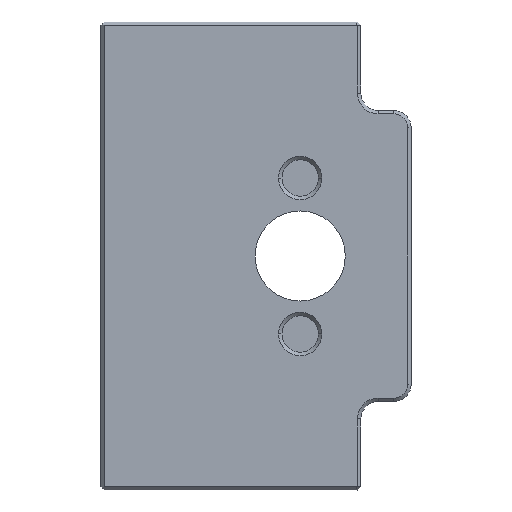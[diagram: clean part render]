
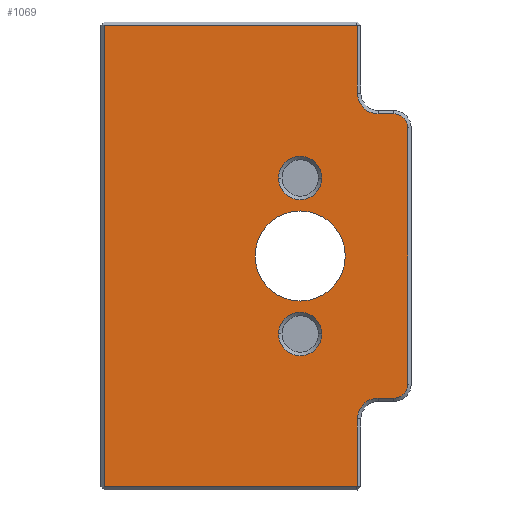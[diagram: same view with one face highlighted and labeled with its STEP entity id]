
A CAD part, left-side view. The second image highlights one B-rep face of the part: STEP entity #1069.
In plain terms, the highlighted planar face has unit normal (-1, 0, 0).
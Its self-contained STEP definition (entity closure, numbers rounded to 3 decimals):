
#50=DIRECTION('',(0.,-1.,0.));
#51=VECTOR('',#50,14.6);
#52=CARTESIAN_POINT('',(-6.,19.815,13.3));
#53=LINE('',#52,#51);
#54=DIRECTION('',(0.,0.,-1.));
#55=VECTOR('',#54,3.9);
#56=CARTESIAN_POINT('',(-6.,5.215,13.3));
#57=LINE('',#56,#55);
#58=CARTESIAN_POINT('',(-6.,4.015,9.4));
#59=DIRECTION('',(-1.,0.,0.));
#60=DIRECTION('',(0.,1.,0.));
#61=AXIS2_PLACEMENT_3D('',#58,#59,#60);
#63=DIRECTION('',(0.,-1.,0.));
#64=VECTOR('',#63,0.9);
#65=CARTESIAN_POINT('',(-6.,4.015,8.2));
#66=LINE('',#65,#64);
#67=CARTESIAN_POINT('',(-6.,3.115,7.4));
#68=DIRECTION('',(1.,0.,0.));
#69=DIRECTION('',(0.,0.,1.));
#70=AXIS2_PLACEMENT_3D('',#67,#68,#69);
#72=DIRECTION('',(0.,0.,-1.));
#73=VECTOR('',#72,14.8);
#74=CARTESIAN_POINT('',(-6.,2.315,7.4));
#75=LINE('',#74,#73);
#76=CARTESIAN_POINT('',(-6.,3.115,-7.4));
#77=DIRECTION('',(1.,0.,0.));
#78=DIRECTION('',(0.,-1.,0.));
#79=AXIS2_PLACEMENT_3D('',#76,#77,#78);
#81=DIRECTION('',(0.,1.,0.));
#82=VECTOR('',#81,0.9);
#83=CARTESIAN_POINT('',(-6.,3.115,-8.2));
#84=LINE('',#83,#82);
#85=CARTESIAN_POINT('',(-6.,4.015,-9.4));
#86=DIRECTION('',(-1.,0.,0.));
#87=DIRECTION('',(0.,0.,1.));
#88=AXIS2_PLACEMENT_3D('',#85,#86,#87);
#90=DIRECTION('',(0.,-1.,0.));
#91=VECTOR('',#90,14.6);
#92=CARTESIAN_POINT('',(-6.,19.815,-13.3));
#93=LINE('',#92,#91);
#94=DIRECTION('',(0.,0.,1.));
#95=VECTOR('',#94,26.6);
#96=CARTESIAN_POINT('',(-6.,19.815,-13.3));
#97=LINE('',#96,#95);
#98=CARTESIAN_POINT('',(-6.,8.515,0.));
#99=DIRECTION('',(1.,0.,0.));
#100=DIRECTION('',(0.,1.,0.));
#101=AXIS2_PLACEMENT_3D('',#98,#99,#100);
#103=CARTESIAN_POINT('',(-6.,8.515,0.));
#104=DIRECTION('',(1.,0.,0.));
#105=DIRECTION('',(0.,-1.,0.));
#106=AXIS2_PLACEMENT_3D('',#103,#104,#105);
#108=CARTESIAN_POINT('',(-6.,8.515,4.5));
#109=DIRECTION('',(1.,0.,0.));
#110=DIRECTION('',(0.,-1.,0.));
#111=AXIS2_PLACEMENT_3D('',#108,#109,#110);
#113=CARTESIAN_POINT('',(-6.,8.515,4.5));
#114=DIRECTION('',(1.,0.,0.));
#115=DIRECTION('',(0.,1.,0.));
#116=AXIS2_PLACEMENT_3D('',#113,#114,#115);
#118=CARTESIAN_POINT('',(-6.,8.515,-4.5));
#119=DIRECTION('',(1.,0.,0.));
#120=DIRECTION('',(0.,1.,0.));
#121=AXIS2_PLACEMENT_3D('',#118,#119,#120);
#123=CARTESIAN_POINT('',(-6.,8.515,-4.5));
#124=DIRECTION('',(1.,0.,0.));
#125=DIRECTION('',(0.,-1.,0.));
#126=AXIS2_PLACEMENT_3D('',#123,#124,#125);
#205=DIRECTION('',(0.,0.,1.));
#206=VECTOR('',#205,3.9);
#207=CARTESIAN_POINT('',(-6.,5.215,-13.3));
#208=LINE('',#207,#206);
#841=CARTESIAN_POINT('',(-6.,4.015,-8.2));
#842=CARTESIAN_POINT('',(-6.,5.215,-9.4));
#843=VERTEX_POINT('',#841);
#844=VERTEX_POINT('',#842);
#847=CARTESIAN_POINT('',(-6.,3.115,-8.2));
#848=VERTEX_POINT('',#847);
#851=CARTESIAN_POINT('',(-6.,2.315,-7.4));
#852=VERTEX_POINT('',#851);
#855=CARTESIAN_POINT('',(-6.,2.315,7.4));
#856=VERTEX_POINT('',#855);
#859=CARTESIAN_POINT('',(-6.,3.115,8.2));
#860=VERTEX_POINT('',#859);
#863=CARTESIAN_POINT('',(-6.,4.015,8.2));
#864=VERTEX_POINT('',#863);
#867=CARTESIAN_POINT('',(-6.,5.215,9.4));
#868=VERTEX_POINT('',#867);
#922=CARTESIAN_POINT('',(-6.,5.215,13.3));
#924=VERTEX_POINT('',#922);
#925=CARTESIAN_POINT('',(-6.,19.815,13.3));
#926=VERTEX_POINT('',#925);
#929=CARTESIAN_POINT('',(-6.,5.215,-13.3));
#931=VERTEX_POINT('',#929);
#935=CARTESIAN_POINT('',(-6.,19.815,-13.3));
#936=VERTEX_POINT('',#935);
#969=CARTESIAN_POINT('',(-6.,11.115,0.));
#970=CARTESIAN_POINT('',(-6.,5.915,0.));
#971=VERTEX_POINT('',#969);
#972=VERTEX_POINT('',#970);
#989=CARTESIAN_POINT('',(-6.,7.265,4.5));
#990=CARTESIAN_POINT('',(-6.,9.765,4.5));
#991=VERTEX_POINT('',#989);
#992=VERTEX_POINT('',#990);
#997=CARTESIAN_POINT('',(-6.,9.765,-4.5));
#998=CARTESIAN_POINT('',(-6.,7.265,-4.5));
#999=VERTEX_POINT('',#997);
#1000=VERTEX_POINT('',#998);
#1021=CARTESIAN_POINT('',(-6.,14.029,0.));
#1022=DIRECTION('',(-1.,0.,0.));
#1023=DIRECTION('',(0.,-1.,0.));
#1024=AXIS2_PLACEMENT_3D('',#1021,#1022,#1023);
#1025=PLANE('',#1024);
#1027=ORIENTED_EDGE('',*,*,#1026,.T.);
#1029=ORIENTED_EDGE('',*,*,#1028,.T.);
#1031=ORIENTED_EDGE('',*,*,#1030,.T.);
#1033=ORIENTED_EDGE('',*,*,#1032,.T.);
#1035=ORIENTED_EDGE('',*,*,#1034,.T.);
#1037=ORIENTED_EDGE('',*,*,#1036,.T.);
#1039=ORIENTED_EDGE('',*,*,#1038,.T.);
#1041=ORIENTED_EDGE('',*,*,#1040,.T.);
#1043=ORIENTED_EDGE('',*,*,#1042,.T.);
#1045=ORIENTED_EDGE('',*,*,#1044,.F.);
#1047=ORIENTED_EDGE('',*,*,#1046,.F.);
#1049=ORIENTED_EDGE('',*,*,#1048,.T.);
#1050=EDGE_LOOP('',(#1027,#1029,#1031,#1033,#1035,#1037,#1039,#1041,#1043,#1045,
#1047,#1049));
#1051=FACE_OUTER_BOUND('',#1050,.F.);
#1052=ORIENTED_EDGE('',*,*,#1010,.F.);
#1054=ORIENTED_EDGE('',*,*,#1053,.F.);
#1055=EDGE_LOOP('',(#1052,#1054));
#1056=FACE_BOUND('',#1055,.F.);
#1058=ORIENTED_EDGE('',*,*,#1057,.F.);
#1060=ORIENTED_EDGE('',*,*,#1059,.F.);
#1061=EDGE_LOOP('',(#1058,#1060));
#1062=FACE_BOUND('',#1061,.F.);
#1064=ORIENTED_EDGE('',*,*,#1063,.F.);
#1066=ORIENTED_EDGE('',*,*,#1065,.F.);
#1067=EDGE_LOOP('',(#1064,#1066));
#1068=FACE_BOUND('',#1067,.F.);
#62=CIRCLE('',#61,1.2);
#71=CIRCLE('',#70,0.8);
#80=CIRCLE('',#79,0.8);
#89=CIRCLE('',#88,1.2);
#102=CIRCLE('',#101,2.6);
#107=CIRCLE('',#106,2.6);
#112=CIRCLE('',#111,1.25);
#117=CIRCLE('',#116,1.25);
#122=CIRCLE('',#121,1.25);
#127=CIRCLE('',#126,1.25);
#1010=EDGE_CURVE('',#971,#972,#102,.T.);
#1026=EDGE_CURVE('',#926,#924,#53,.T.);
#1028=EDGE_CURVE('',#924,#868,#57,.T.);
#1030=EDGE_CURVE('',#868,#864,#62,.T.);
#1032=EDGE_CURVE('',#864,#860,#66,.T.);
#1034=EDGE_CURVE('',#860,#856,#71,.T.);
#1036=EDGE_CURVE('',#856,#852,#75,.T.);
#1038=EDGE_CURVE('',#852,#848,#80,.T.);
#1040=EDGE_CURVE('',#848,#843,#84,.T.);
#1042=EDGE_CURVE('',#843,#844,#89,.T.);
#1044=EDGE_CURVE('',#931,#844,#208,.T.);
#1046=EDGE_CURVE('',#936,#931,#93,.T.);
#1048=EDGE_CURVE('',#936,#926,#97,.T.);
#1053=EDGE_CURVE('',#972,#971,#107,.T.);
#1057=EDGE_CURVE('',#991,#992,#112,.T.);
#1059=EDGE_CURVE('',#992,#991,#117,.T.);
#1063=EDGE_CURVE('',#999,#1000,#122,.T.);
#1065=EDGE_CURVE('',#1000,#999,#127,.T.);
#1069=ADVANCED_FACE('',(#1051,#1056,#1062,#1068),#1025,.T.);
